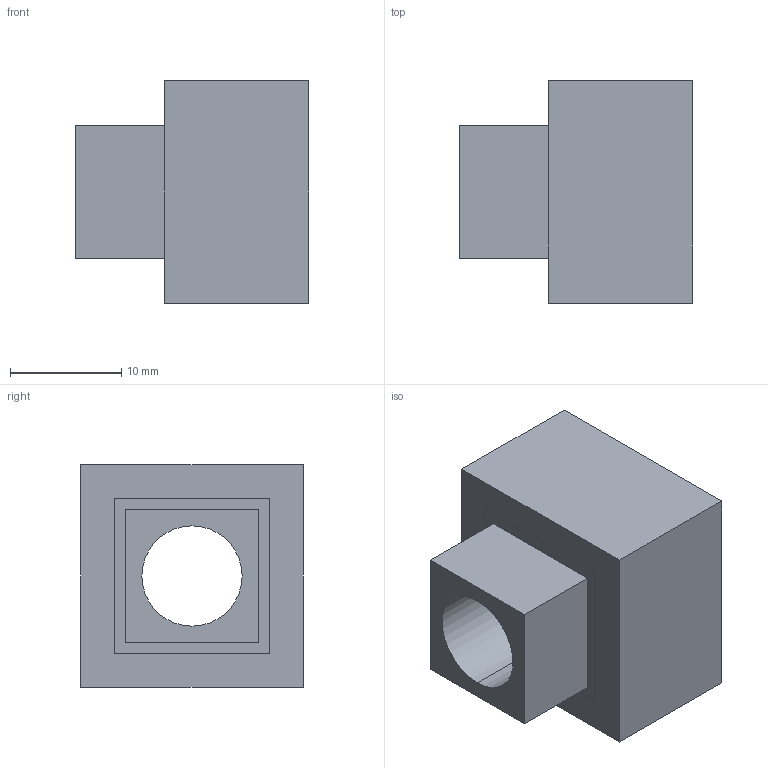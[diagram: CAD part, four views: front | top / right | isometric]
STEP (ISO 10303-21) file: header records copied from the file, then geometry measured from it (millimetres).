
FILE_DESCRIPTION (( 'STEP AP214' ), '1' );
FILE_NAME ('adaptateur.STEP', '2023-05-25T08:36:13', ( '' ), ( '' ), 'SwSTEP 2.0', 'SolidWorks 2022', '' );
FILE_SCHEMA (( 'AUTOMOTIVE_DESIGN' ));
Length unit declared in the file: centimetre
Products named in the file (1): adaptateur
Bounding box: 21 x 20 x 20 mm (x, y, z)
Volume: 3848.2 mm3; surface area: 3544.5 mm2
Topology: 3 solids, 3 shells, 31 faces, 72 edges, 48 vertices
Faces by surface type: plane 27, cylinder 4
Entity records: 938 total; most frequent: CARTESIAN_POINT 152, ORIENTED_EDGE 144, DIRECTION 144, EDGE_CURVE 72, LINE 64, VECTOR 64, VERTEX_POINT 48, AXIS2_PLACEMENT_3D 40
